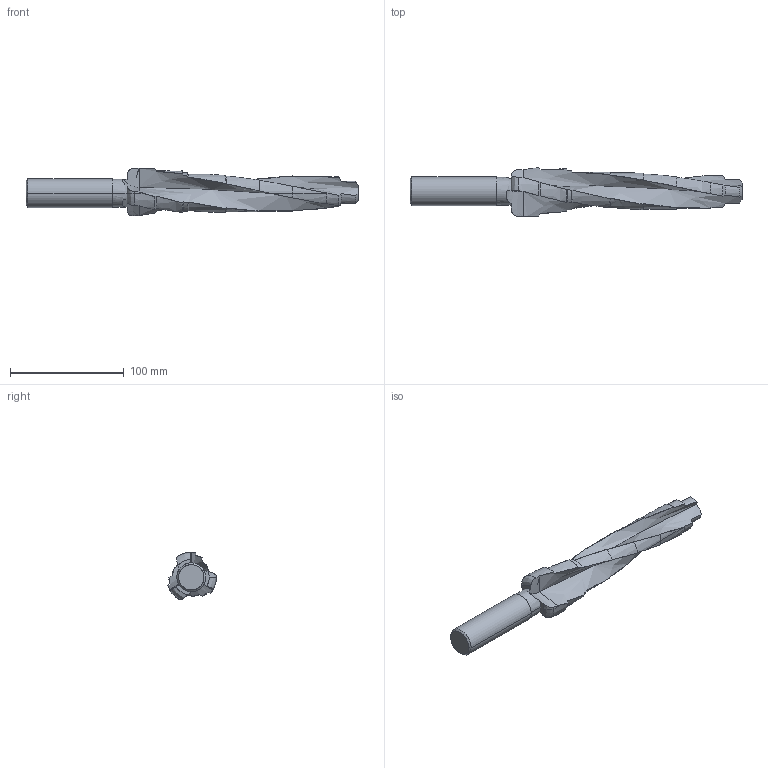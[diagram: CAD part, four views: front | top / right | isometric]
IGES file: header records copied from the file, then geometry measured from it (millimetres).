
Start section: SolidWorks IGES file using analytic representation for surfaces
Global section: file name: T-53-D-HSS.IGS; native system: SolidWorks 2014; preprocessor: SolidWorks 2014; author: Martin; date: 170619.115520; units: inch
Bounding box: 292.1 x 42.88 x 41.9 mm (x, y, z)
Surface area: 32398.3 mm2 (no closed solid volume)
Topology: 0 solids, 0 shells, 92 faces, 1037 edges, 1034 vertices
Faces by surface type: revolution 76, bspline 16
